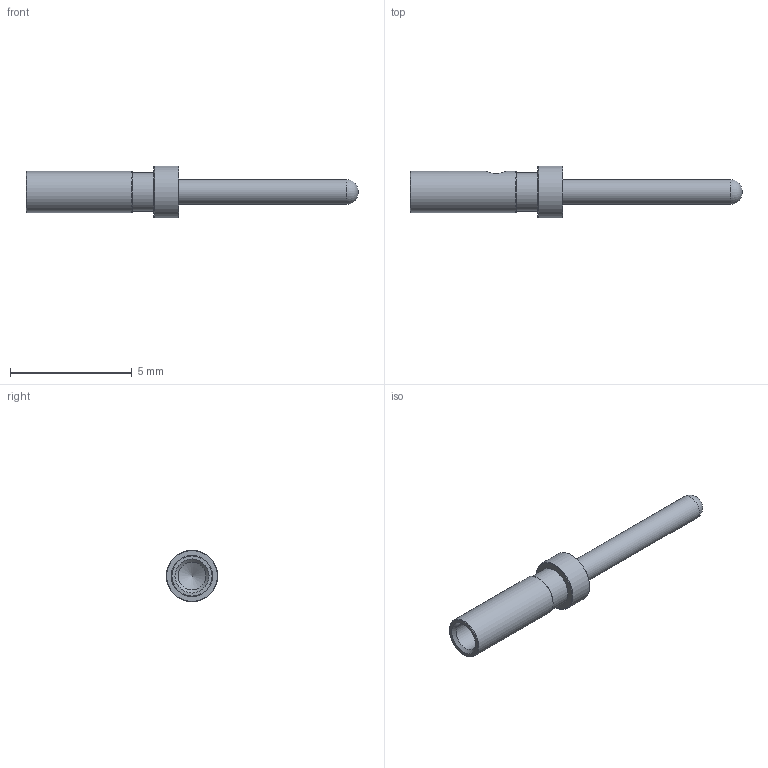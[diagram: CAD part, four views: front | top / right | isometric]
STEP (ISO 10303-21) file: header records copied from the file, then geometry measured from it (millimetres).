
FILE_DESCRIPTION(/* description */ ('Alibre Inc.'),/* implementation_level */ '2;1');
FILE_NAME(/* name */ 'export0',/* time_stamp */ '2014-09-04T13:39:46-07:00',/* author */ (''),/* organization */ (''),/* preprocessor_version */ 'ST-DEVELOPER v14',/* originating_system */ 'Alibre',/* authorisation */ '');
FILE_SCHEMA (('CONFIG_CONTROL_DESIGN'));
Length unit declared in the file: centimetre
Products named in the file (1): 100170, 100171
Bounding box: 13.64 x 2.13 x 2.13 mm (x, y, z)
Volume: 16.8 mm3; surface area: 78.7 mm2
Topology: 1 solids, 1 shells, 19 faces, 37 edges, 22 vertices
Faces by surface type: cylinder 6, cone 6, plane 5, bspline 1, torus 1
Full cylindrical faces by diameter (mm): 0.737 x1, 1.016 x1, 1.143 x1, 1.6 x1, 1.702 x1, 2.134 x1
Entity records: 627 total; most frequent: CARTESIAN_POINT 225, DIRECTION 63, ORIENTED_EDGE 40, FACE_BOUND 38, EDGE_LOOP 37, AXIS2_PLACEMENT_3D 34, VERTEX_POINT 20, EDGE_CURVE 20
